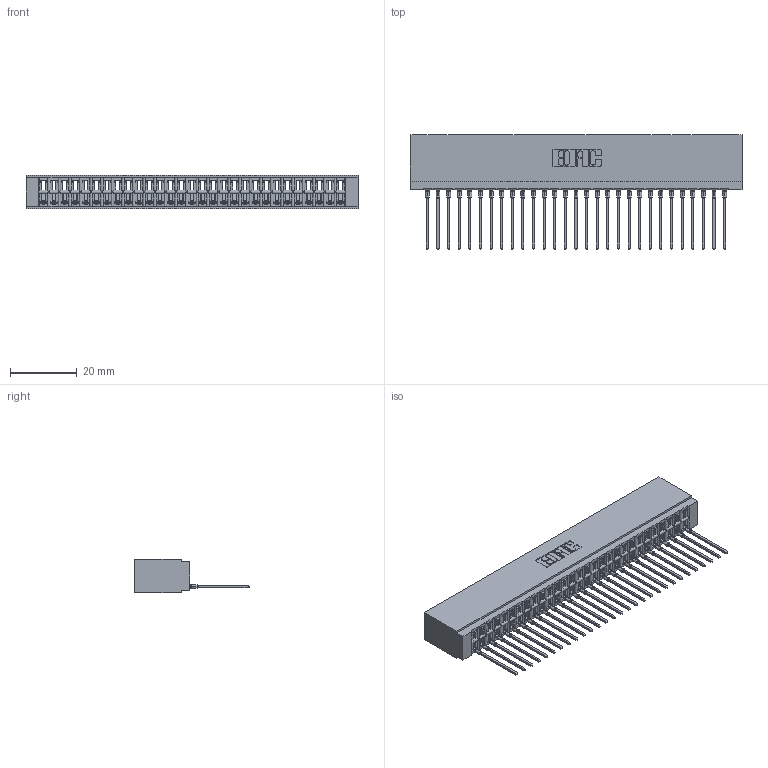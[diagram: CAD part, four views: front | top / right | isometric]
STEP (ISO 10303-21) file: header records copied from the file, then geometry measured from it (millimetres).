
FILE_DESCRIPTION (( 'STEP AP203' ), '1' );
FILE_NAME ('746-029-553-501.STEP', '2026-02-28T00:32:07', ( '' ), ( '' ), 'SwSTEP 2.0', 'SolidWorks 2023', '' );
FILE_SCHEMA (( 'CONFIG_CONTROL_DESIGN' ));
Length unit declared in the file: millimetre
Products named in the file (3): 746-029-553-501; 746 Part_.340 Slot Depth - 01; 746-292-001_553
Assembly tree (30 placements, depth 2):
  746-029-553-501
    746 Part_.340 Slot Depth - 01
    746-292-001_553  x29
Bounding box: 99.31 x 34.2 x 9.91 mm (x, y, z)
Volume: 11339.9 mm3; surface area: 15641.1 mm2
Topology: 30 solids, 30 shells, 3229 faces, 9166 edges, 5888 vertices
Faces by surface type: plane 1882, cylinder 593, bspline 580, torus 174
Entity records: 45655 total; most frequent: CARTESIAN_POINT 9346, ORIENTED_EDGE 7972, DIRECTION 6620, EDGE_CURVE 3986, LINE 3512, VECTOR 3512, VERTEX_POINT 2640, AXIS2_PLACEMENT_3D 1554
